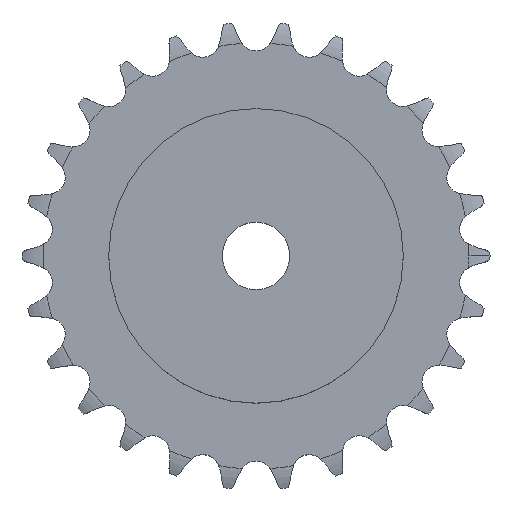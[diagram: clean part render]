
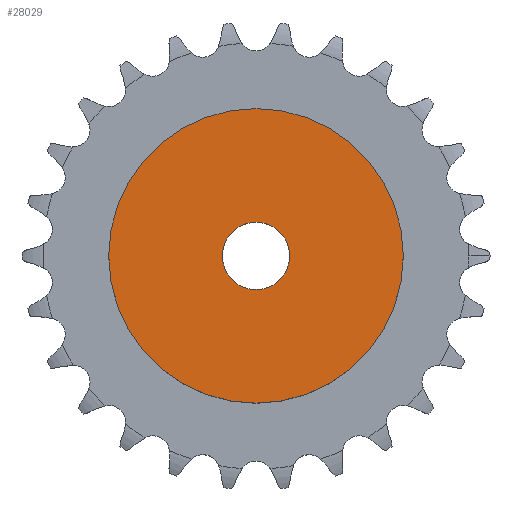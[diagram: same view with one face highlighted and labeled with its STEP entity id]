
A CAD part, top view. The second image highlights one B-rep face of the part: STEP entity #28029.
In plain terms, the highlighted planar face has unit normal (0, 0, 1).
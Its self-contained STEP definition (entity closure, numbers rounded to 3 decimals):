
#4954 = CYLINDRICAL_SURFACE('',#4955,35.);
#4955 = AXIS2_PLACEMENT_3D('',#4956,#4957,#4958);
#4956 = CARTESIAN_POINT('',(0.,0.,0.));
#4957 = DIRECTION('',(-0.,-0.,-1.));
#4958 = DIRECTION('',(1.,0.,0.));
#21020 = VERTEX_POINT('',#21021);
#21021 = CARTESIAN_POINT('',(35.,0.,20.));
#21042 = EDGE_CURVE('',#21020,#21020,#21043,.T.);
#21043 = SURFACE_CURVE('',#21044,(#21049,#21056),.PCURVE_S1.);
#21044 = CIRCLE('',#21045,35.);
#21045 = AXIS2_PLACEMENT_3D('',#21046,#21047,#21048);
#21046 = CARTESIAN_POINT('',(0.,0.,20.));
#21047 = DIRECTION('',(0.,0.,1.));
#21048 = DIRECTION('',(1.,0.,0.));
#21049 = PCURVE('',#4954,#21050);
#21050 = DEFINITIONAL_REPRESENTATION('',(#21051),#21055);
#21051 = LINE('',#21052,#21053);
#21052 = CARTESIAN_POINT('',(-0.,-20.));
#21053 = VECTOR('',#21054,1.);
#21054 = DIRECTION('',(-1.,0.));
#21055 = ( GEOMETRIC_REPRESENTATION_CONTEXT(2) 
PARAMETRIC_REPRESENTATION_CONTEXT() REPRESENTATION_CONTEXT('2D SPACE',''
  ) );
#21056 = PCURVE('',#21057,#21062);
#21057 = PLANE('',#21058);
#21058 = AXIS2_PLACEMENT_3D('',#21059,#21060,#21061);
#21059 = CARTESIAN_POINT('',(0.,0.,20.)
  );
#21060 = DIRECTION('',(0.,0.,1.));
#21061 = DIRECTION('',(1.,0.,0.));
#21062 = DEFINITIONAL_REPRESENTATION('',(#21063),#21067);
#21063 = CIRCLE('',#21064,35.);
#21064 = AXIS2_PLACEMENT_2D('',#21065,#21066);
#21065 = CARTESIAN_POINT('',(0.,0.));
#21066 = DIRECTION('',(1.,0.));
#21067 = ( GEOMETRIC_REPRESENTATION_CONTEXT(2) 
PARAMETRIC_REPRESENTATION_CONTEXT() REPRESENTATION_CONTEXT('2D SPACE',''
  ) );
#25116 = CYLINDRICAL_SURFACE('',#25117,8.);
#25117 = AXIS2_PLACEMENT_3D('',#25118,#25119,#25120);
#25118 = CARTESIAN_POINT('',(0.,0.,172.243));
#25119 = DIRECTION('',(0.,0.,1.));
#25120 = DIRECTION('',(1.,0.,0.));
#28029 = ADVANCED_FACE('',(#28030,#28033),#21057,.T.);
#28030 = FACE_BOUND('',#28031,.T.);
#28031 = EDGE_LOOP('',(#28032));
#28032 = ORIENTED_EDGE('',*,*,#21042,.T.);
#28033 = FACE_BOUND('',#28034,.T.);
#28034 = EDGE_LOOP('',(#28035));
#28035 = ORIENTED_EDGE('',*,*,#28036,.F.);
#28036 = EDGE_CURVE('',#28037,#28037,#28039,.T.);
#28037 = VERTEX_POINT('',#28038);
#28038 = CARTESIAN_POINT('',(8.,0.,20.));
#28039 = SURFACE_CURVE('',#28040,(#28045,#28052),.PCURVE_S1.);
#28040 = CIRCLE('',#28041,8.);
#28041 = AXIS2_PLACEMENT_3D('',#28042,#28043,#28044);
#28042 = CARTESIAN_POINT('',(0.,0.,20.));
#28043 = DIRECTION('',(0.,0.,1.));
#28044 = DIRECTION('',(1.,0.,0.));
#28045 = PCURVE('',#21057,#28046);
#28046 = DEFINITIONAL_REPRESENTATION('',(#28047),#28051);
#28047 = CIRCLE('',#28048,8.);
#28048 = AXIS2_PLACEMENT_2D('',#28049,#28050);
#28049 = CARTESIAN_POINT('',(0.,0.));
#28050 = DIRECTION('',(1.,0.));
#28051 = ( GEOMETRIC_REPRESENTATION_CONTEXT(2) 
PARAMETRIC_REPRESENTATION_CONTEXT() REPRESENTATION_CONTEXT('2D SPACE',''
  ) );
#28052 = PCURVE('',#25116,#28053);
#28053 = DEFINITIONAL_REPRESENTATION('',(#28054),#28058);
#28054 = LINE('',#28055,#28056);
#28055 = CARTESIAN_POINT('',(0.,-152.243));
#28056 = VECTOR('',#28057,1.);
#28057 = DIRECTION('',(1.,0.));
#28058 = ( GEOMETRIC_REPRESENTATION_CONTEXT(2) 
PARAMETRIC_REPRESENTATION_CONTEXT() REPRESENTATION_CONTEXT('2D SPACE',''
  ) );
